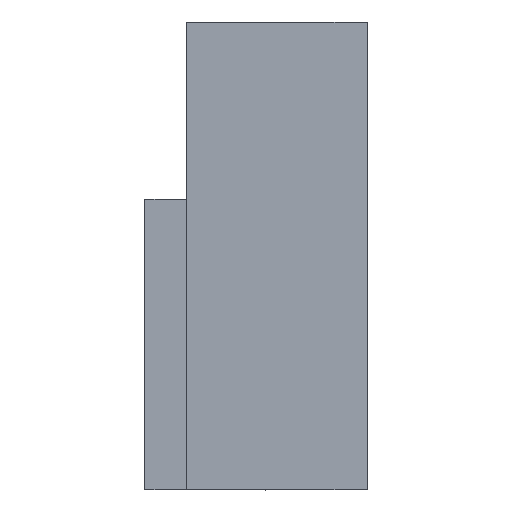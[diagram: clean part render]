
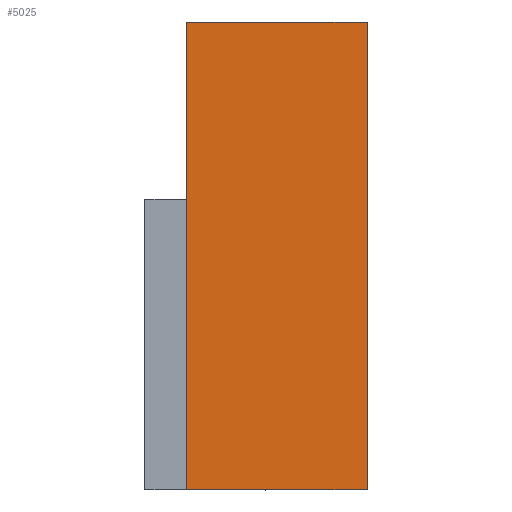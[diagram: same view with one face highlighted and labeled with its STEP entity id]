
A CAD part, left-side view. The second image highlights one B-rep face of the part: STEP entity #5025.
In plain terms, the highlighted planar face has unit normal (-1, 0, 0).
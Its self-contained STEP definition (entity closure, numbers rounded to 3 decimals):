
#110 = FACE_OUTER_BOUND ( 'NONE', #6397, .T. ) ;
#163 = PLANE ( 'NONE',  #4085 ) ;
#164 = EDGE_CURVE ( 'NONE', #2571, #1515, #2583, .T. ) ;
#361 = VERTEX_POINT ( 'NONE', #1175 ) ;
#386 = CARTESIAN_POINT ( 'NONE',  ( -10.45, -2.5, -6.475 ) ) ;
#553 = DIRECTION ( 'NONE',  ( 0., 0., -1. ) ) ;
#682 = DIRECTION ( 'NONE',  ( -1., 0., 0. ) ) ;
#1175 = CARTESIAN_POINT ( 'NONE',  ( -10.45, 2.5, 0. ) ) ;
#1186 = ORIENTED_EDGE ( 'NONE', *, *, #164, .F. ) ;
#1515 = VERTEX_POINT ( 'NONE', #6555 ) ;
#1553 = CARTESIAN_POINT ( 'NONE',  ( -10.45, 0., -12.95 ) ) ;
#1751 = EDGE_CURVE ( 'NONE', #361, #2571, #4796, .T. ) ;
#2366 = CARTESIAN_POINT ( 'NONE',  ( -10.45, 0., 0. ) ) ;
#2570 = VECTOR ( 'NONE', #6162, 1000. ) ;
#2571 = VERTEX_POINT ( 'NONE', #2896 ) ;
#2583 = LINE ( 'NONE', #386, #5133 ) ;
#2616 = CARTESIAN_POINT ( 'NONE',  ( -10.45, 2.5, -12.95 ) ) ;
#2896 = CARTESIAN_POINT ( 'NONE',  ( -10.45, -2.5, 0. ) ) ;
#3630 = ORIENTED_EDGE ( 'NONE', *, *, #1751, .F. ) ;
#3760 = VECTOR ( 'NONE', #5083, 1000. ) ;
#3951 = LINE ( 'NONE', #6260, #2570 ) ;
#4085 = AXIS2_PLACEMENT_3D ( 'NONE', #6234, #682, #4244 ) ;
#4244 = DIRECTION ( 'NONE',  ( 0., 0., 1. ) ) ;
#4630 = VECTOR ( 'NONE', #4809, 1000. ) ;
#4645 = ORIENTED_EDGE ( 'NONE', *, *, #6343, .T. ) ;
#4796 = LINE ( 'NONE', #2366, #4630 ) ;
#4809 = DIRECTION ( 'NONE',  ( 0., -1., 0. ) ) ;
#4853 = VERTEX_POINT ( 'NONE', #2616 ) ;
#4856 = EDGE_CURVE ( 'NONE', #361, #4853, #3951, .T. ) ;
#4945 = LINE ( 'NONE', #1553, #3760 ) ;
#5025 = ADVANCED_FACE ( 'NONE', ( #110 ), #163, .T. ) ;
#5083 = DIRECTION ( 'NONE',  ( 0., -1., 0. ) ) ;
#5133 = VECTOR ( 'NONE', #553, 1000. ) ;
#5691 = ORIENTED_EDGE ( 'NONE', *, *, #4856, .T. ) ;
#6162 = DIRECTION ( 'NONE',  ( 0., 0., -1. ) ) ;
#6234 = CARTESIAN_POINT ( 'NONE',  ( -10.45, -2.5, -12.95 ) ) ;
#6260 = CARTESIAN_POINT ( 'NONE',  ( -10.45, 2.5, -6.475 ) ) ;
#6343 = EDGE_CURVE ( 'NONE', #4853, #1515, #4945, .T. ) ;
#6397 = EDGE_LOOP ( 'NONE', ( #1186, #3630, #5691, #4645 ) ) ;
#6555 = CARTESIAN_POINT ( 'NONE',  ( -10.45, -2.5, -12.95 ) ) ;
